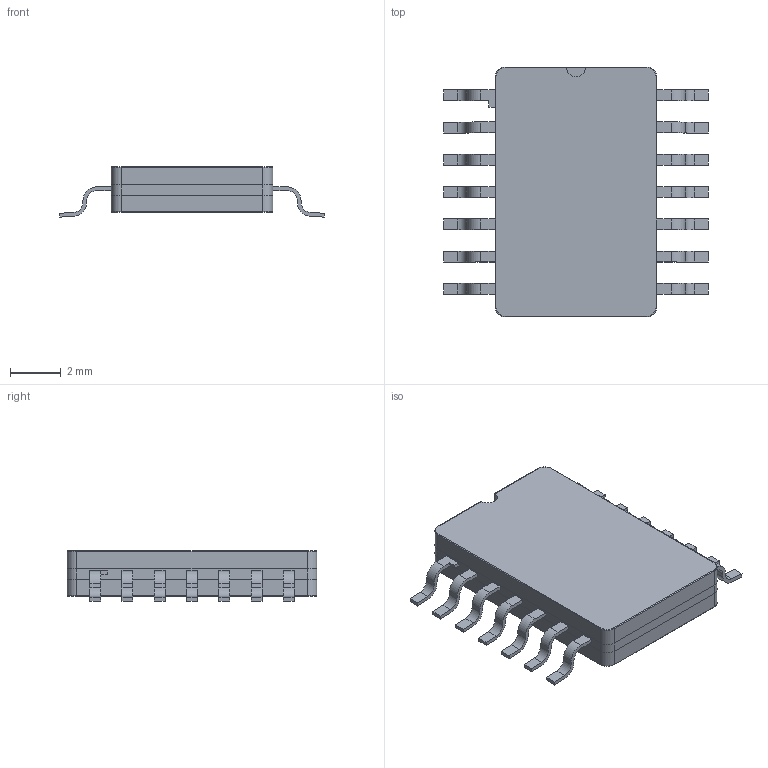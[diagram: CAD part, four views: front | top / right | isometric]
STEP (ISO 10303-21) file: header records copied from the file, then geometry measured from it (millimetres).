
FILE_DESCRIPTION((''),'2;1');
FILE_NAME('NAC0014A_ASM','2022-08-08T07:49:22',('a0412086'),(''),'CREO PARAMETRIC BY PTC INC, 2018500','CREO PARAMETRIC BY PTC INC, 2018500','');
FILE_SCHEMA(('CONFIG_CONTROL_DESIGN','SHAPE_APPEARANCE_LAYERS_GROUPS'));
Length unit declared in the file: inch
Products named in the file (6): BASE_NAC0014A; LID_NAC0014A; GLASS_NAC0014A; LEAD_NAC; LEAD1_NAC; NAC0014A_ASM
Assembly tree (17 placements, depth 2):
  NAC0014A_ASM
    BASE_NAC0014A
    LID_NAC0014A
    GLASS_NAC0014A
    LEAD_NAC  x13
    LEAD1_NAC
Bounding box: 10.43 x 9.83 x 1.98 mm (x, y, z)
Volume: 103.8 mm3; surface area: 480.9 mm2
Topology: 17 solids, 17 shells, 265 faces, 671 edges, 442 vertices
Faces by surface type: plane 171, cylinder 78, torus 8, cone 8
Entity records: 3913 total; most frequent: DIRECTION 559, CARTESIAN_POINT 525, ORIENTED_EDGE 478, PRESENTATION_STYLE_ASSIGNMENT 244, STYLED_ITEM 244, CURVE_STYLE 239, EDGE_CURVE 239, AXIS2_PLACEMENT_3D 202
